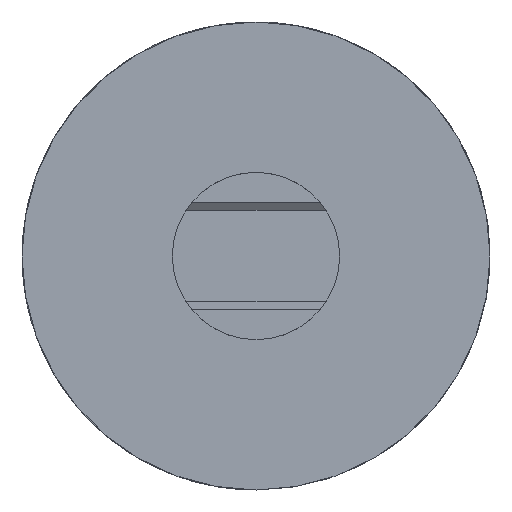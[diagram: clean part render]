
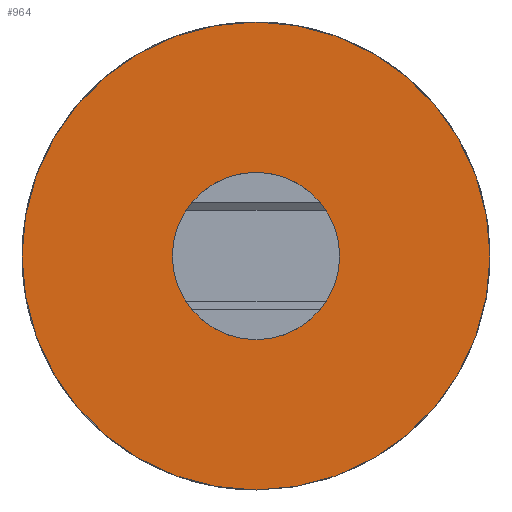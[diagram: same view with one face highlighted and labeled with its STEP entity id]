
A CAD part, left-side view. The second image highlights one B-rep face of the part: STEP entity #964.
In plain terms, the highlighted planar face has unit normal (-1, 0, 0).
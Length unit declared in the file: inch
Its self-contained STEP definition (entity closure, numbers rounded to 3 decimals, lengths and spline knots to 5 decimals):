
#24=FACE_BOUND('',#172,.T.);
#57=PLANE('',#1059);
#113=FACE_OUTER_BOUND('',#171,.T.);
#171=EDGE_LOOP('',(#881));
#172=EDGE_LOOP('',(#882));
#195=CIRCLE('',#1042,0.3075);
#198=CIRCLE('',#1053,0.11);
#464=VERTEX_POINT('',#3299);
#470=VERTEX_POINT('',#3328);
#590=EDGE_CURVE('',#464,#464,#195,.T.);
#605=EDGE_CURVE('',#470,#470,#198,.T.);
#881=ORIENTED_EDGE('',*,*,#590,.T.);
#882=ORIENTED_EDGE('',*,*,#605,.T.);
#964=ADVANCED_FACE('',(#113,#24),#57,.T.);
#1042=AXIS2_PLACEMENT_3D('',#3300,#1239,#1240);
#1053=AXIS2_PLACEMENT_3D('',#3329,#1273,#1274);
#1059=AXIS2_PLACEMENT_3D('',#3336,#1286,#1287);
#1239=DIRECTION('center_axis',(-1.,0.,0.));
#1240=DIRECTION('ref_axis',(0.,0.,1.));
#1273=DIRECTION('center_axis',(1.,0.,0.));
#1274=DIRECTION('ref_axis',(0.,0.,1.));
#1286=DIRECTION('center_axis',(-1.,0.,0.));
#1287=DIRECTION('ref_axis',(0.,0.,1.));
#3299=CARTESIAN_POINT('',(-1.65,1.5,-0.3075));
#3300=CARTESIAN_POINT('Origin',(-1.65,1.5,0.));
#3328=CARTESIAN_POINT('',(-1.65,1.5,-0.11));
#3329=CARTESIAN_POINT('Origin',(-1.65,1.5,0.));
#3336=CARTESIAN_POINT('Origin',(-1.65,1.5,0.));
